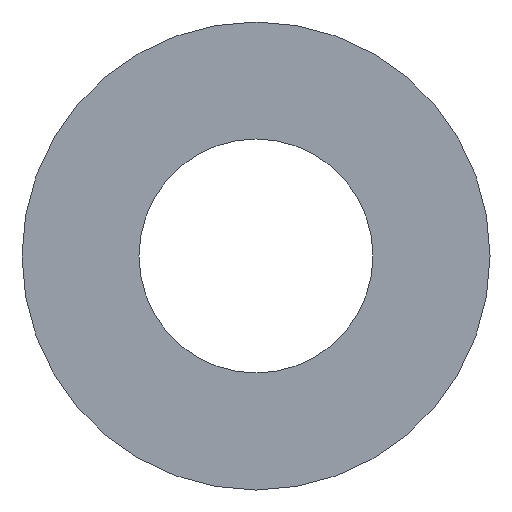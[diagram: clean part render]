
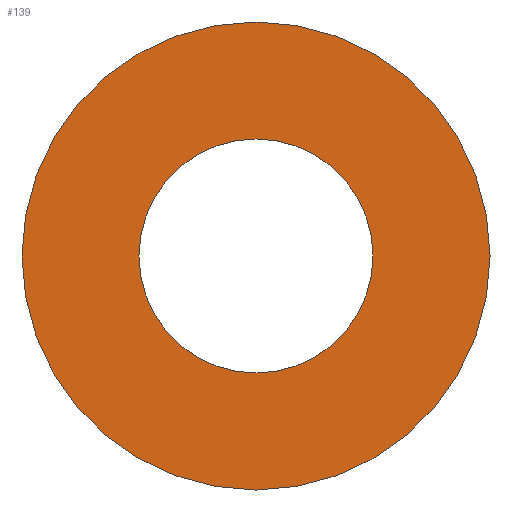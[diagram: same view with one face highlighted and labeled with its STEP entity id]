
A CAD part, front view. The second image highlights one B-rep face of the part: STEP entity #139.
In plain terms, the highlighted planar face has unit normal (0, -1, 0).
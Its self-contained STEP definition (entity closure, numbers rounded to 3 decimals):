
#19=FACE_BOUND('',#49,.T.);
#24=PLANE('',#173);
#34=FACE_OUTER_BOUND('',#48,.T.);
#48=EDGE_LOOP('',(#123));
#49=EDGE_LOOP('',(#124));
#61=CIRCLE('',#156,2.);
#69=CIRCLE('',#171,4.);
#71=VERTEX_POINT('',#225);
#79=VERTEX_POINT('',#252);
#82=EDGE_CURVE('',#71,#71,#61,.T.);
#94=EDGE_CURVE('',#79,#79,#69,.T.);
#123=ORIENTED_EDGE('',*,*,#94,.F.);
#124=ORIENTED_EDGE('',*,*,#82,.F.);
#139=ADVANCED_FACE('',(#34,#19),#24,.F.);
#156=AXIS2_PLACEMENT_3D('',#227,#181,#182);
#171=AXIS2_PLACEMENT_3D('',#254,#215,#216);
#173=AXIS2_PLACEMENT_3D('',#256,#219,#220);
#181=DIRECTION('center_axis',(0.,-1.,0.));
#182=DIRECTION('ref_axis',(1.,0.,0.));
#215=DIRECTION('center_axis',(0.,1.,0.));
#216=DIRECTION('ref_axis',(1.,0.,0.));
#219=DIRECTION('center_axis',(0.,1.,0.));
#220=DIRECTION('ref_axis',(1.,0.,0.));
#225=CARTESIAN_POINT('',(-2.,0.,0.));
#227=CARTESIAN_POINT('Origin',(0.,0.,0.));
#252=CARTESIAN_POINT('',(-4.,0.,0.));
#254=CARTESIAN_POINT('Origin',(0.,0.,0.));
#256=CARTESIAN_POINT('Origin',(0.,0.,0.));
